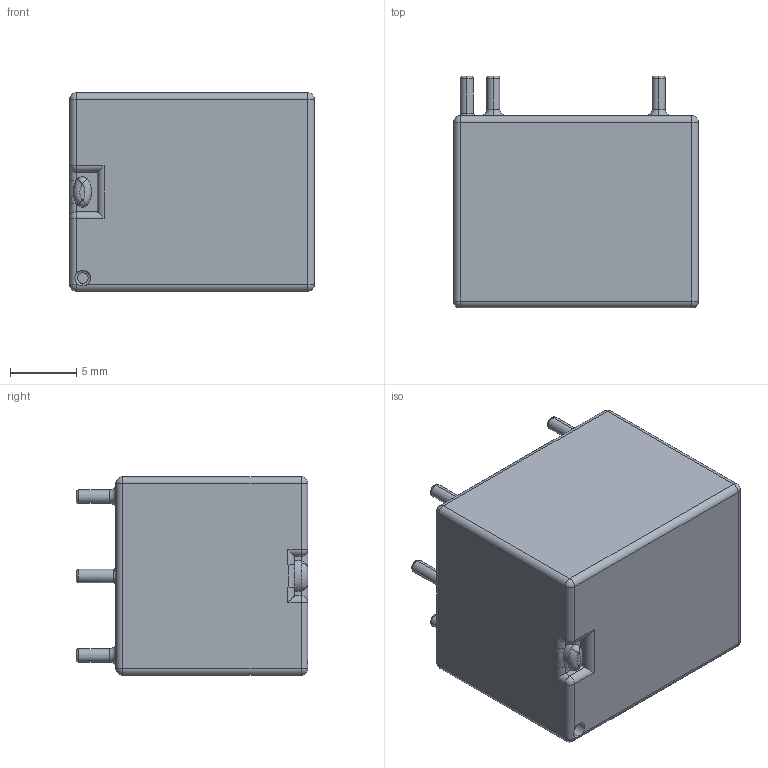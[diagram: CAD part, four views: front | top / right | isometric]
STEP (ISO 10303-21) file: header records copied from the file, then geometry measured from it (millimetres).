
FILE_DESCRIPTION (( 'STEP AP214' ), '1' );
FILE_NAME ('relay5V.STEP', '2022-04-19T15:36:32', ( '' ), ( '' ), 'SwSTEP 2.0', 'SolidWorks 2020', '' );
FILE_SCHEMA (( 'AUTOMOTIVE_DESIGN' ));
Length unit declared in the file: millimetre
Products named in the file (1): relay5V
Bounding box: 18.5 x 17.5 x 15 mm (x, y, z)
Volume: 4020.4 mm3; surface area: 1538.4 mm2
Topology: 1 solids, 1 shells, 91 faces, 209 edges, 108 vertices
Faces by surface type: cylinder 32, torus 23, plane 18, sphere 10, bspline 8
Entity records: 4430 total; most frequent: CARTESIAN_POINT 1455, DIRECTION 442, ORIENTED_EDGE 394, EDGE_CURVE 197, AXIS2_PLACEMENT_3D 189, VERTEX_POINT 108, CIRCLE 105, UNCERTAINTY_MEASURE_WITH_UNIT 93
